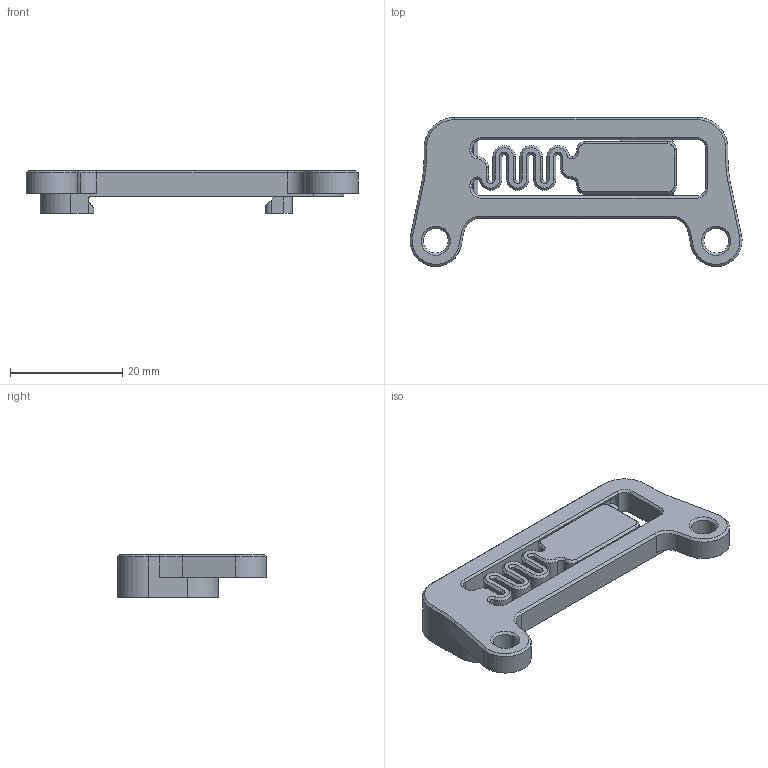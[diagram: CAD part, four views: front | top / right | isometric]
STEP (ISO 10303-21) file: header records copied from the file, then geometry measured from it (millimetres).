
FILE_DESCRIPTION(/* description */ (''),/* implementation_level */ '2;1');
FILE_NAME(/* name */ '5fb9886867e3581947f7d86c',/* time_stamp */ '2020-11-21T21:36:41+00:00',/* author */ (''),/* organization */ (''),/* preprocessor_version */ 'ST-DEVELOPER v16.7',/* originating_system */ $,/* authorisation */ $);
FILE_SCHEMA (('AUTOMOTIVE_DESIGN {1 0 10303 214 3 1 1}'));
Length unit declared in the file: metre
Products named in the file (1): LRS PSU Bracket.step
Bounding box: 59.2 x 26.6 x 7.6 mm (x, y, z)
Volume: 4581.1 mm3; surface area: 3987.1 mm2
Topology: 1 solids, 1 shells, 178 faces, 455 edges, 280 vertices
Faces by surface type: plane 83, cylinder 57, cone 38
Full cylindrical faces by diameter (mm): 4.4 x2
Entity records: 5379 total; most frequent: DIRECTION 961, CARTESIAN_POINT 928, ORIENTED_EDGE 910, EDGE_CURVE 455, AXIS2_PLACEMENT_3D 331, LINE 299, VECTOR 299, VERTEX_POINT 280
